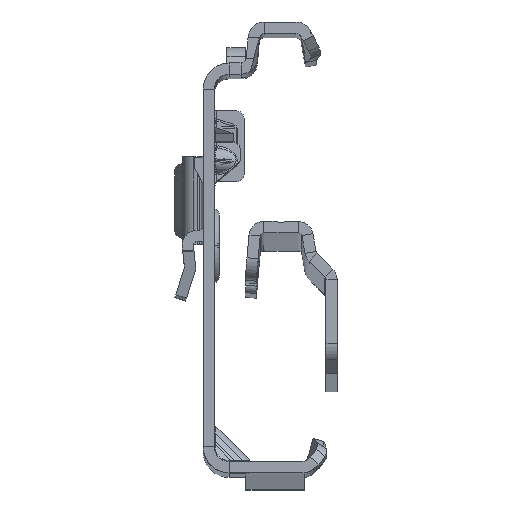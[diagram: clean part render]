
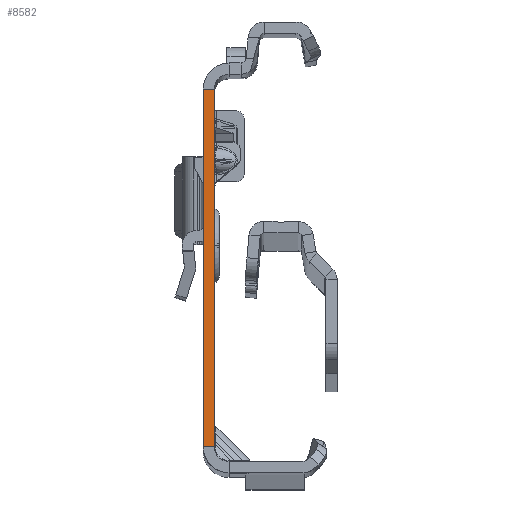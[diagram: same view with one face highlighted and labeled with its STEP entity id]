
A CAD part, top view. The second image highlights one B-rep face of the part: STEP entity #8582.
In plain terms, the highlighted planar face has unit normal (0, 0, 1).
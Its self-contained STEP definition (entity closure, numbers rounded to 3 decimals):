
#619 = AXIS2_PLACEMENT_3D ( 'NONE', #48126, #18425, #40067 ) ;
#1216 = FACE_OUTER_BOUND ( 'NONE', #17081, .T. ) ;
#2527 = CARTESIAN_POINT ( 'NONE',  ( 0., 22.135, 0. ) ) ;
#3491 = LINE ( 'NONE', #7916, #41383 ) ;
#5433 = CARTESIAN_POINT ( 'NONE',  ( 0., -27.865, 0. ) ) ;
#5634 = CARTESIAN_POINT ( 'NONE',  ( -1.5, -27.865, 0. ) ) ;
#7916 = CARTESIAN_POINT ( 'NONE',  ( 0., 22.135, 0. ) ) ;
#8409 = EDGE_CURVE ( 'NONE', #51780, #42995, #3491, .T. ) ;
#8582 = ADVANCED_FACE ( 'NONE', ( #1216 ), #44506, .T. ) ;
#14222 = CARTESIAN_POINT ( 'NONE',  ( 0., -25.865, 0. ) ) ;
#14497 = DIRECTION ( 'NONE',  ( -1., 0., 0. ) ) ;
#15729 = ORIENTED_EDGE ( 'NONE', *, *, #8409, .T. ) ;
#16942 = VECTOR ( 'NONE', #43942, 1000. ) ;
#17081 = EDGE_LOOP ( 'NONE', ( #27710, #15729, #20183, #51303 ) ) ;
#17105 = VERTEX_POINT ( 'NONE', #32374 ) ;
#17820 = CARTESIAN_POINT ( 'NONE',  ( -1.5, 22.135, 0. ) ) ;
#17892 = LINE ( 'NONE', #5433, #28216 ) ;
#18425 = DIRECTION ( 'NONE',  ( 0., 0., 1. ) ) ;
#19139 = EDGE_CURVE ( 'NONE', #42995, #17105, #52268, .T. ) ;
#20183 = ORIENTED_EDGE ( 'NONE', *, *, #19139, .T. ) ;
#23383 = DIRECTION ( 'NONE',  ( 0., -1., 0. ) ) ;
#24862 = VECTOR ( 'NONE', #14497, 1000. ) ;
#27002 = LINE ( 'NONE', #14222, #24862 ) ;
#27710 = ORIENTED_EDGE ( 'NONE', *, *, #51605, .F. ) ;
#28216 = VECTOR ( 'NONE', #23383, 1000. ) ;
#32374 = CARTESIAN_POINT ( 'NONE',  ( -1.5, -25.865, 0. ) ) ;
#36868 = VERTEX_POINT ( 'NONE', #39491 ) ;
#39491 = CARTESIAN_POINT ( 'NONE',  ( 0., -25.865, 0. ) ) ;
#40067 = DIRECTION ( 'NONE',  ( 1., 0., 0. ) ) ;
#41383 = VECTOR ( 'NONE', #53479, 1000. ) ;
#42683 = EDGE_CURVE ( 'NONE', #36868, #17105, #27002, .T. ) ;
#42995 = VERTEX_POINT ( 'NONE', #17820 ) ;
#43942 = DIRECTION ( 'NONE',  ( 0., -1., 0. ) ) ;
#44506 = PLANE ( 'NONE',  #619 ) ;
#48126 = CARTESIAN_POINT ( 'NONE',  ( -1.5, -27.865, 0. ) ) ;
#51303 = ORIENTED_EDGE ( 'NONE', *, *, #42683, .F. ) ;
#51605 = EDGE_CURVE ( 'NONE', #51780, #36868, #17892, .T. ) ;
#51780 = VERTEX_POINT ( 'NONE', #2527 ) ;
#52268 = LINE ( 'NONE', #5634, #16942 ) ;
#53479 = DIRECTION ( 'NONE',  ( -1., 0., 0. ) ) ;
